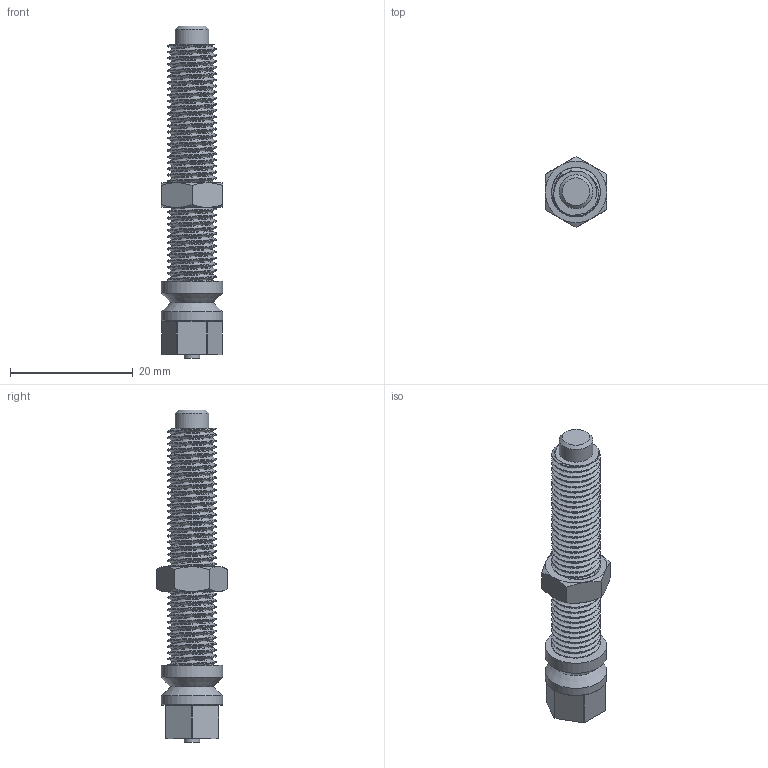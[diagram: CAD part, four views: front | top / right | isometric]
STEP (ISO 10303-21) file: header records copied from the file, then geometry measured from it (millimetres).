
FILE_DESCRIPTION(/* description */ (''),/* implementation_level */ '2;1');
FILE_NAME(/* name */ 'fe67fd22-567f-4e7e-a2a9-c79cacaa244c.stp',/* time_stamp */ '2019-10-22T12:16:03+00:00',/* author */ (''),/* organization */ (''),/* preprocessor_version */ 'ST-DEVELOPER v18',/* originating_system */ 'Autodesk Translation Framework v8.6.0.1094',/* authorisation */ '');
FILE_SCHEMA (('AUTOMOTIVE_DESIGN { 1 0 10303 214 3 1 1 }'));
Length unit declared in the file: millimetre
Products named in the file (3): AS 08/40; Screw_M8; Hex_nut_M8
Assembly tree (2 placements, depth 2):
  AS 08/40
    Screw_M8
    Hex_nut_M8
Bounding box: 10 x 11.55 x 54 mm (x, y, z)
Volume: 2643.6 mm3; surface area: 2482.4 mm2
Topology: 2 solids, 2 shells, 153 faces, 422 edges, 277 vertices
Faces by surface type: cylinder 95, plane 38, cone 16, bspline 4
Full cylindrical faces by diameter (mm): 2.5 x1, 5.5 x2, 6.744 x38, 7.035 x3, 7.884 x38, 8.147 x3, 10 x2
Entity records: 10117 total; most frequent: CARTESIAN_POINT 6602, ORIENTED_EDGE 844, DIRECTION 545, EDGE_CURVE 422, VERTEX_POINT 277, AXIS2_PLACEMENT_3D 198, B_SPLINE_CURVE_WITH_KNOTS 186, EDGE_LOOP 159
